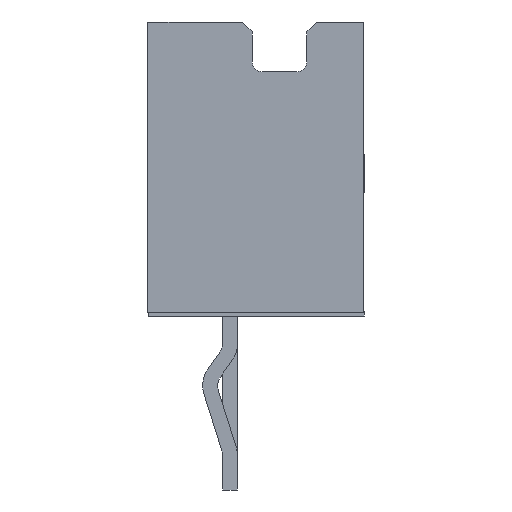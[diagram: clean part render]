
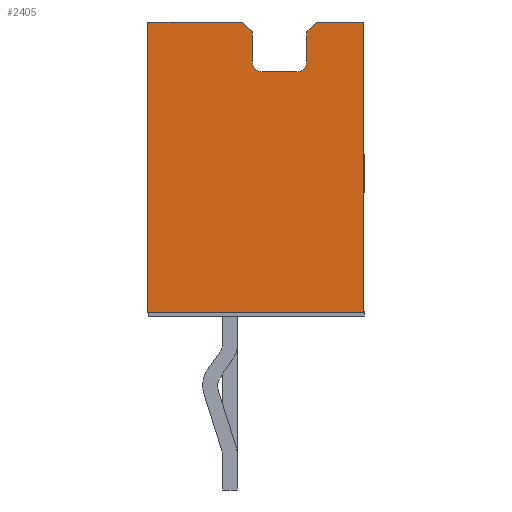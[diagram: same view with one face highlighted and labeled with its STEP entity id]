
A CAD part, left-side view. The second image highlights one B-rep face of the part: STEP entity #2405.
In plain terms, the highlighted planar face has unit normal (-1, 0, 0).
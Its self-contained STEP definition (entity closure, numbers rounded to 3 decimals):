
#2405 = ADVANCED_FACE('',(#2406),#2506,.T.);
#2406 = FACE_BOUND('',#2407,.F.);
#2407 = EDGE_LOOP('',(#2408,#2418,#2426,#2435,#2443,#2452,#2460,#2468,
    #2476,#2484,#2492,#2500));
#2408 = ORIENTED_EDGE('',*,*,#2409,.F.);
#2409 = EDGE_CURVE('',#2410,#2412,#2414,.T.);
#2410 = VERTEX_POINT('',#2411);
#2411 = CARTESIAN_POINT('',(-11.,0.075,2.725));
#2412 = VERTEX_POINT('',#2413);
#2413 = CARTESIAN_POINT('',(-11.,0.275,2.925));
#2414 = LINE('',#2415,#2416);
#2415 = CARTESIAN_POINT('',(-11.,0.075,2.725));
#2416 = VECTOR('',#2417,1.);
#2417 = DIRECTION('',(0.,0.707,0.707));
#2418 = ORIENTED_EDGE('',*,*,#2419,.T.);
#2419 = EDGE_CURVE('',#2410,#2420,#2422,.T.);
#2420 = VERTEX_POINT('',#2421);
#2421 = CARTESIAN_POINT('',(-11.,0.075,2.125));
#2422 = LINE('',#2423,#2424);
#2423 = CARTESIAN_POINT('',(-11.,0.075,2.725));
#2424 = VECTOR('',#2425,1.);
#2425 = DIRECTION('',(0.,0.,-1.));
#2426 = ORIENTED_EDGE('',*,*,#2427,.F.);
#2427 = EDGE_CURVE('',#2428,#2420,#2430,.T.);
#2428 = VERTEX_POINT('',#2429);
#2429 = CARTESIAN_POINT('',(-11.,-0.125,1.925));
#2430 = CIRCLE('',#2431,0.2);
#2431 = AXIS2_PLACEMENT_3D('',#2432,#2433,#2434);
#2432 = CARTESIAN_POINT('',(-11.,-0.125,2.125));
#2433 = DIRECTION('',(1.,-0.,0.));
#2434 = DIRECTION('',(0.,0.,-1.));
#2435 = ORIENTED_EDGE('',*,*,#2436,.F.);
#2436 = EDGE_CURVE('',#2437,#2428,#2439,.T.);
#2437 = VERTEX_POINT('',#2438);
#2438 = CARTESIAN_POINT('',(-11.,-0.825,1.925));
#2439 = LINE('',#2440,#2441);
#2440 = CARTESIAN_POINT('',(-11.,-0.825,1.925));
#2441 = VECTOR('',#2442,1.);
#2442 = DIRECTION('',(0.,1.,0.));
#2443 = ORIENTED_EDGE('',*,*,#2444,.F.);
#2444 = EDGE_CURVE('',#2445,#2437,#2447,.T.);
#2445 = VERTEX_POINT('',#2446);
#2446 = CARTESIAN_POINT('',(-11.,-1.025,2.125));
#2447 = CIRCLE('',#2448,0.2);
#2448 = AXIS2_PLACEMENT_3D('',#2449,#2450,#2451);
#2449 = CARTESIAN_POINT('',(-11.,-0.825,2.125));
#2450 = DIRECTION('',(1.,0.,0.));
#2451 = DIRECTION('',(0.,-1.,0.));
#2452 = ORIENTED_EDGE('',*,*,#2453,.F.);
#2453 = EDGE_CURVE('',#2454,#2445,#2456,.T.);
#2454 = VERTEX_POINT('',#2455);
#2455 = CARTESIAN_POINT('',(-11.,-1.025,2.725));
#2456 = LINE('',#2457,#2458);
#2457 = CARTESIAN_POINT('',(-11.,-1.025,2.725));
#2458 = VECTOR('',#2459,1.);
#2459 = DIRECTION('',(0.,0.,-1.));
#2460 = ORIENTED_EDGE('',*,*,#2461,.F.);
#2461 = EDGE_CURVE('',#2462,#2454,#2464,.T.);
#2462 = VERTEX_POINT('',#2463);
#2463 = CARTESIAN_POINT('',(-11.,-1.225,2.925));
#2464 = LINE('',#2465,#2466);
#2465 = CARTESIAN_POINT('',(-11.,-1.225,2.925));
#2466 = VECTOR('',#2467,1.);
#2467 = DIRECTION('',(0.,0.707,-0.707));
#2468 = ORIENTED_EDGE('',*,*,#2469,.T.);
#2469 = EDGE_CURVE('',#2462,#2470,#2472,.T.);
#2470 = VERTEX_POINT('',#2471);
#2471 = CARTESIAN_POINT('',(-11.,-2.175,2.925));
#2472 = LINE('',#2473,#2474);
#2473 = CARTESIAN_POINT('',(-11.,-1.225,2.925));
#2474 = VECTOR('',#2475,1.);
#2475 = DIRECTION('',(0.,-1.,0.));
#2476 = ORIENTED_EDGE('',*,*,#2477,.F.);
#2477 = EDGE_CURVE('',#2478,#2470,#2480,.T.);
#2478 = VERTEX_POINT('',#2479);
#2479 = CARTESIAN_POINT('',(-11.,-2.175,-2.925));
#2480 = LINE('',#2481,#2482);
#2481 = CARTESIAN_POINT('',(-11.,-2.175,-2.925));
#2482 = VECTOR('',#2483,1.);
#2483 = DIRECTION('',(0.,0.,1.));
#2484 = ORIENTED_EDGE('',*,*,#2485,.F.);
#2485 = EDGE_CURVE('',#2486,#2478,#2488,.T.);
#2486 = VERTEX_POINT('',#2487);
#2487 = CARTESIAN_POINT('',(-11.,2.175,-2.925));
#2488 = LINE('',#2489,#2490);
#2489 = CARTESIAN_POINT('',(-11.,2.175,-2.925));
#2490 = VECTOR('',#2491,1.);
#2491 = DIRECTION('',(0.,-1.,0.));
#2492 = ORIENTED_EDGE('',*,*,#2493,.T.);
#2493 = EDGE_CURVE('',#2486,#2494,#2496,.T.);
#2494 = VERTEX_POINT('',#2495);
#2495 = CARTESIAN_POINT('',(-11.,2.175,2.925));
#2496 = LINE('',#2497,#2498);
#2497 = CARTESIAN_POINT('',(-11.,2.175,-2.925));
#2498 = VECTOR('',#2499,1.);
#2499 = DIRECTION('',(0.,0.,1.));
#2500 = ORIENTED_EDGE('',*,*,#2501,.T.);
#2501 = EDGE_CURVE('',#2494,#2412,#2502,.T.);
#2502 = LINE('',#2503,#2504);
#2503 = CARTESIAN_POINT('',(-11.,2.175,2.925));
#2504 = VECTOR('',#2505,1.);
#2505 = DIRECTION('',(0.,-1.,0.));
#2506 = PLANE('',#2507);
#2507 = AXIS2_PLACEMENT_3D('',#2508,#2509,#2510);
#2508 = CARTESIAN_POINT('',(-11.,2.175,-2.925));
#2509 = DIRECTION('',(-1.,0.,0.));
#2510 = DIRECTION('',(0.,-1.,0.));
